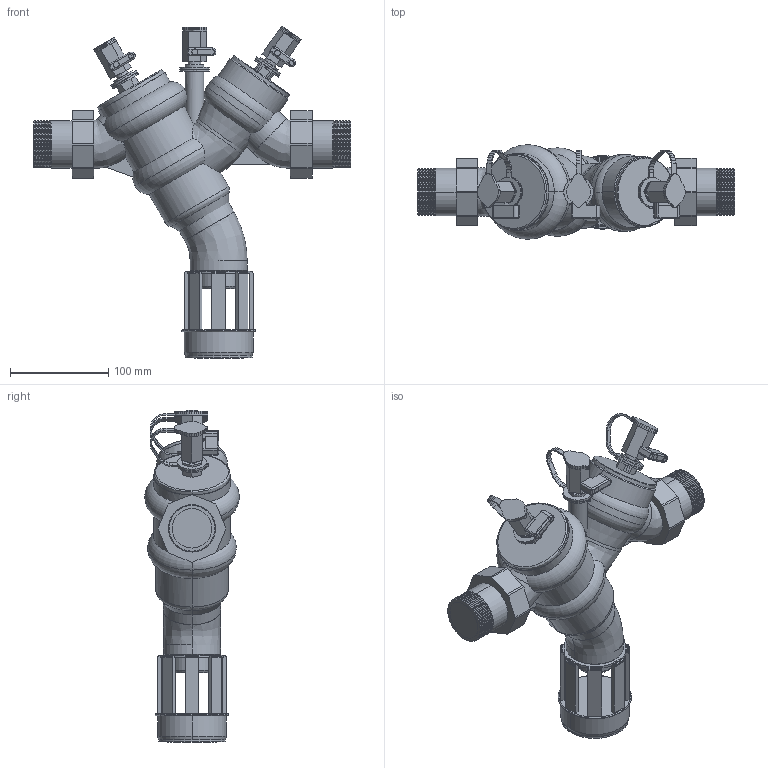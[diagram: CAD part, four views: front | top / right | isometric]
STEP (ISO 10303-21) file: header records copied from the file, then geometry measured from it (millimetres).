
FILE_DESCRIPTION(('no description'),'unknown implementation level');
FILE_NAME('Honeywell 06-2016_BA295S-11-2A_3D.stp',' ',('pit-cup GmbH'),('ccLab - KiM Gmbh - www.kimweb.de'),'unknown preprocess','ACIS','unknown authorization');
FILE_SCHEMA(('automotive_design'));
Length unit declared in the file: millimetre
Products named in the file (23): 1; 2; 3; 4; 5; 6; 7; 8; 9; 10; 11; 12; 13; 14; 15; 16; 17; 18; 19; 20; 21; 22; 23
Bounding box: 322.4 x 96 x 337.4 mm (x, y, z)
Volume: 1842743.4 mm3; surface area: 227865 mm2
Topology: 23 solids, 25 shells, 949 faces, 2498 edges, 1622 vertices
Faces by surface type: plane 644, cylinder 141, cone 116, torus 34, bspline 8, sphere 6
Entity records: 89620 total; most frequent: CARTESIAN_POINT 37329, STYLED_ITEM 5090, PRESENTATION_STYLE_ASSIGNMENT 5090, COLOUR_RGB 5090, ORIENTED_EDGE 4992, DIRECTION 4796, EDGE_CURVE 2496, CURVE_STYLE 2496
